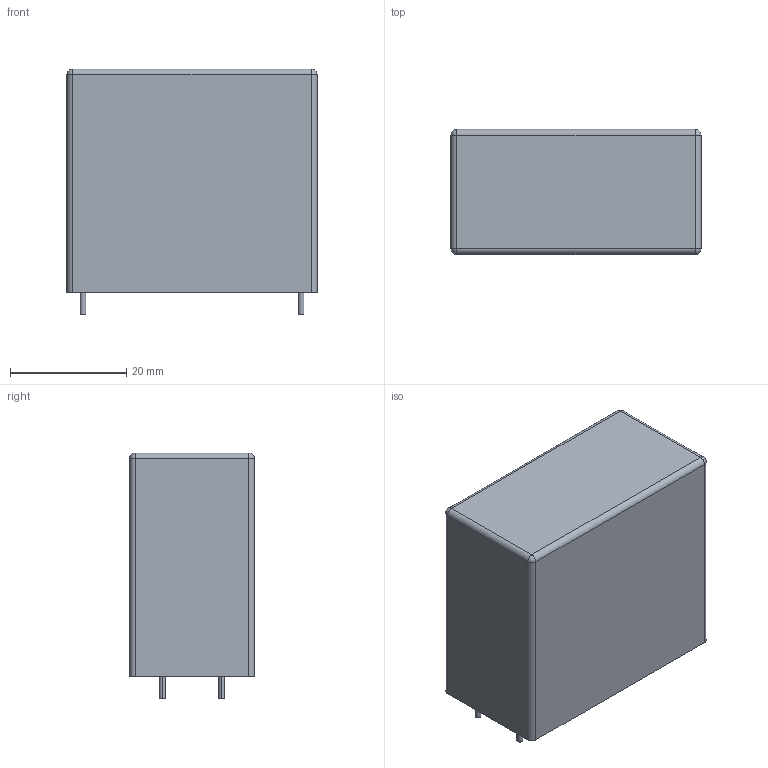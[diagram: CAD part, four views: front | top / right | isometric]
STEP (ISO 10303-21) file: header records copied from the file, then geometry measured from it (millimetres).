
FILE_DESCRIPTION((''),'2;1');
FILE_NAME('CAPR3750-2150X4300X3850-Q4.stp','2016-08-18T19:02:24',(''),(''),'Mechanical Desktop 2011','Mechanical Desktop 2011',', , ');
FILE_SCHEMA(('AUTOMOTIVE_DESIGN { 1 2 10303 214 1 1 1 1 }'));
Length unit declared in the file: millimetre
Products named in the file (1): Product
Bounding box: 43 x 21.5 x 42.3 mm (x, y, z)
Volume: 35545.1 mm3; surface area: 6746.6 mm2
Topology: 5 solids, 5 shells, 34 faces, 60 edges, 36 vertices
Faces by surface type: cylinder 16, plane 14, sphere 4
Entity records: 868 total; most frequent: DIRECTION 162, CARTESIAN_POINT 131, ORIENTED_EDGE 120, AXIS2_PLACEMENT_3D 67, EDGE_CURVE 60, VERTEX_POINT 36, EDGE_LOOP 34, FACE_OUTER_BOUND 34
